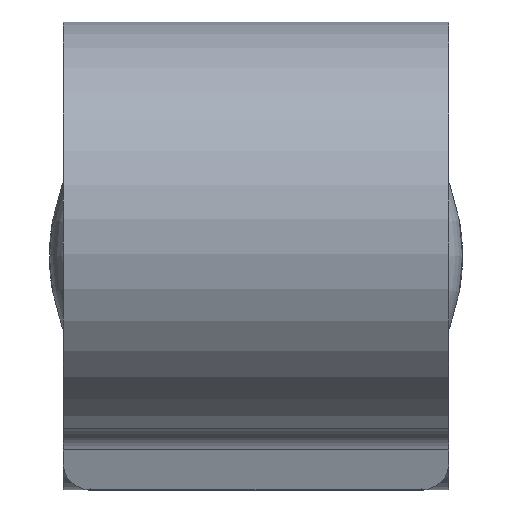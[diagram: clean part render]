
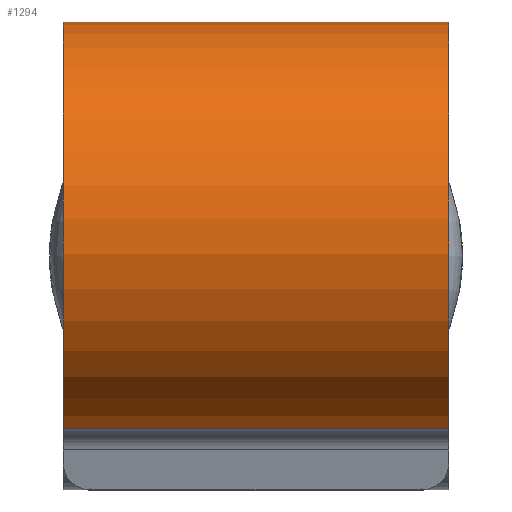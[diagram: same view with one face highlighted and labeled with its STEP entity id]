
A CAD part, front view. The second image highlights one B-rep face of the part: STEP entity #1294.
In plain terms, the highlighted cylindrical face has radius 15 mm (diameter 30 mm), a partial arc.
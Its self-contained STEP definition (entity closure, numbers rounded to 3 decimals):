
#1135=CARTESIAN_POINT('',(-17.,40.,-14.));
#1136=VERTEX_POINT('',#1135);
#1143=CARTESIAN_POINT('',(12.504,43.824,-14.));
#1144=VERTEX_POINT('',#1143);
#1145=CARTESIAN_POINT('',(-2.,40.,-14.));
#1146=DIRECTION('',(0.0,0.0,1.0));
#1147=DIRECTION('',(1.0,0.0,0.0));
#1148=AXIS2_PLACEMENT_3D('',#1145,#1146,#1147);
#1149=CIRCLE('',#1148,15.0);
#1150=EDGE_CURVE('',#1144,#1136,#1149,.T.);
#1171=CARTESIAN_POINT('',(12.504,43.824,14.));
#1172=VERTEX_POINT('',#1171);
#1173=CARTESIAN_POINT('',(12.504,43.824,14.));
#1174=DIRECTION('',(0.0,0.0,-1.0));
#1175=VECTOR('',#1174,28.);
#1176=LINE('',#1173,#1175);
#1177=EDGE_CURVE('',#1172,#1144,#1176,.T.);
#1223=CARTESIAN_POINT('',(-17.,40.,14.));
#1224=VERTEX_POINT('',#1223);
#1225=CARTESIAN_POINT('',(-2.,40.,14.));
#1226=DIRECTION('',(0.0,0.0,1.0));
#1227=DIRECTION('',(1.0,0.0,0.0));
#1228=AXIS2_PLACEMENT_3D('',#1225,#1226,#1227);
#1229=CIRCLE('',#1228,15.0);
#1230=EDGE_CURVE('',#1172,#1224,#1229,.T.);
#1278=CARTESIAN_POINT('',(-2.,40.,14.));
#1279=DIRECTION('',(0.0,0.0,-1.0));
#1280=DIRECTION('',(1.0,0.0,0.0));
#1281=AXIS2_PLACEMENT_3D('',#1278,#1279,#1280);
#1282=CYLINDRICAL_SURFACE('',#1281,15.0);
#1283=ORIENTED_EDGE('',*,*,#1230,.F.);
#1284=ORIENTED_EDGE('',*,*,#1177,.T.);
#1285=ORIENTED_EDGE('',*,*,#1150,.T.);
#1286=CARTESIAN_POINT('',(-17.,40.,-14.));
#1287=DIRECTION('',(0.0,0.0,1.0));
#1288=VECTOR('',#1287,28.);
#1289=LINE('',#1286,#1288);
#1290=EDGE_CURVE('',#1136,#1224,#1289,.T.);
#1291=ORIENTED_EDGE('',*,*,#1290,.T.);
#1292=EDGE_LOOP('',(#1283,#1284,#1285,#1291));
#1293=FACE_OUTER_BOUND('',#1292,.T.);
#1294=ADVANCED_FACE('',(#1293),#1282,.T.);
